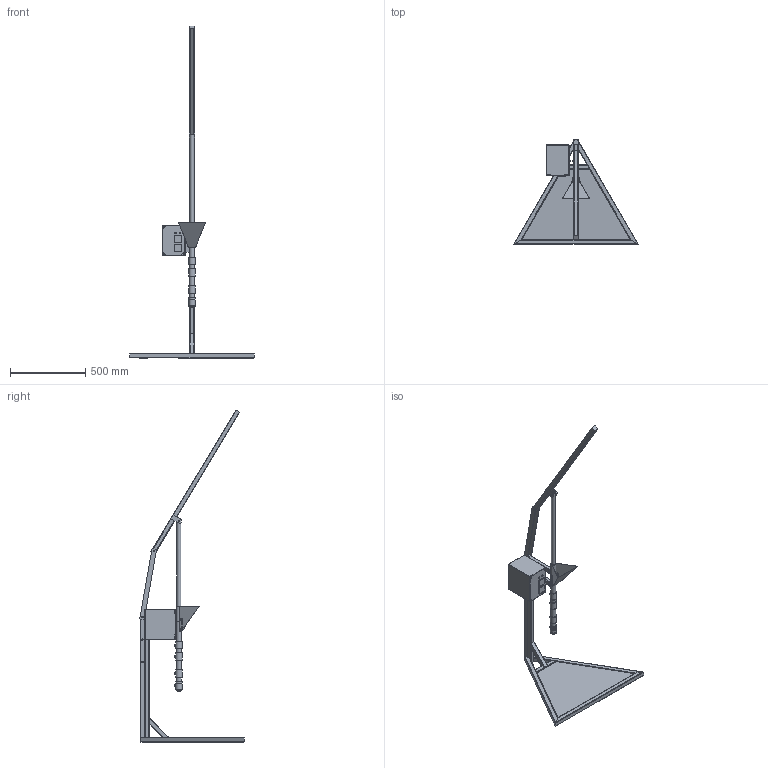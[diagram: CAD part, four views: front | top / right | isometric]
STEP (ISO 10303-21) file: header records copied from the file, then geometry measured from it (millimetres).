
FILE_DESCRIPTION(/* description */ (''),/* implementation_level */ '2;1');
FILE_NAME(/* name */ 'Injection V2.0.step',/* time_stamp */ '2016-02-26T21:54:50+01:00',/* author */ (''),/* organization */ (''),/* preprocessor_version */ 'ST-DEVELOPER v16.2',/* originating_system */ 'Autodesk Translation Framework v4.3.0.3010',/* authorisation */ '');
FILE_SCHEMA (('AUTOMOTIVE_DESIGN { 1 0 10303 214 3 1 1 }'));
Length unit declared in the file: centimetre
Products named in the file (49): 00_stripped final injection v2; basis; Barrel; draadsok; dop; Nozzle; Heaters; Component98; Injection hopper; Side (1); Bottom (1); Front (1); side; trechterstrip (1); Injection Barrel ; Tube 34x26; Injection Lever Frame; Tube 30x30x3; Tube 30x30x3 ; Tube 30x30x3 (2); Tube 30x30x3 (5); Angle 30x30x3; Tube 30x30x3 (3); Tube30x30x3; Tube 30x30x3 (4); Flat 30x4 (2); Injection Lever; Flat 30x4 (1); Tube 30x30x3 (1); Injection Pullrod; Injection Plunger; Plunjerbuis; plug; plug (1); Tube 26x2; Injection Pullrod_1; 30x4; Wooden Base; Elec.Box; Components ...
Assembly tree (61 placements, depth 4):
  00_stripped final injection v2
    basis
      Barrel
        draadsok
        dop
        Nozzle
      Heaters
        Component98
    Injection hopper
      Side (1)
      Bottom (1)
      Front (1)
      side
      trechterstrip (1)  x2
    Injection Barrel 
      Tube 34x26
    Injection Lever Frame
      Tube 30x30x3  x2
      Tube 30x30x3 
      Tube 30x30x3 (4)  x2
      Flat 30x4 (2)  x3
      Tube 30x30x3 (2)
      Tube 30x30x3 (5)
      Angle 30x30x3
      Tube 30x30x3 (3)
      Tube30x30x3
    Injection Lever
      Flat 30x4 (1)  x2
      Tube 30x30x3 (1)
    Injection Pullrod
      30x4
    Injection Plunger
      Plunjerbuis
        plug
        plug (1)
        Tube 26x2
    Injection Pullrod_1
      30x4
    Wooden Base
    Elec.Box
      Components
        Rex  x2
        Relais  x2
      #16923
        Cover
        bracket  x4
        Rear
        Side (2)
        Top
        Side (2) (1)
        Bottom (2)
Bounding box: 830.1 x 694.93 x 2208.92 mm (x, y, z)
Volume: 10412907.3 mm3; surface area: 2097636.1 mm2
Topology: 50 solids, 50 shells, 466 faces, 1072 edges, 716 vertices
Faces by surface type: plane 315, cylinder 122, bspline 18, cone 11
Full cylindrical faces by diameter (mm): 2 x1, 4 x9, 5 x6, 6 x4, 7 x4, 8 x1, 8.5 x15, 8.526 x1, 9 x2, 9.866 x1, 10 x1, 12 x1, 13.64 x4, 22 x3, 25.4 x1, 26 x2, 30.611 x1, 33.069 x2, 35 x4, 40 x1, 43 x4
Entity records: 17015 total; most frequent: CARTESIAN_POINT 8076, DIRECTION 1782, ORIENTED_EDGE 1440, EDGE_CURVE 720, AXIS2_PLACEMENT_3D 658, EDGE_LOOP 532, VERTEX_POINT 522, LINE 466
